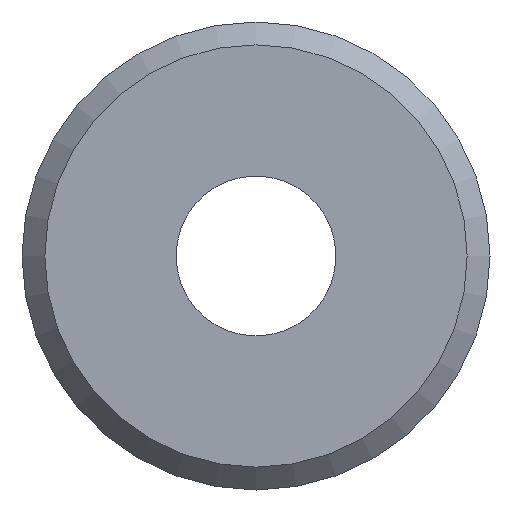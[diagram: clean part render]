
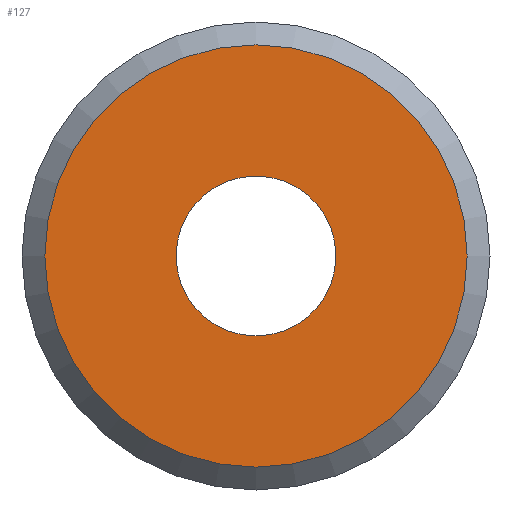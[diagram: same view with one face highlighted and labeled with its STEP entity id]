
A CAD part, front view. The second image highlights one B-rep face of the part: STEP entity #127.
In plain terms, the highlighted planar face has unit normal (0, -1, 0).
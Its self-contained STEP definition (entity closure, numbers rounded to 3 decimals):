
#4 = EDGE_LOOP ( 'NONE', ( #13 ) ) ;
#13 = ORIENTED_EDGE ( 'NONE', *, *, #20, .F. ) ;
#20 = EDGE_CURVE ( 'NONE', #152, #152, #52, .T. ) ;
#34 = DIRECTION ( 'NONE',  ( 0., -1., 0. ) ) ;
#39 = AXIS2_PLACEMENT_3D ( 'NONE', #133, #34, #221 ) ;
#49 = CARTESIAN_POINT ( 'NONE',  ( 0., -2., -7. ) ) ;
#52 = CIRCLE ( 'NONE', #255, 7. ) ;
#53 = PLANE ( 'NONE',  #39 ) ;
#66 = DIRECTION ( 'NONE',  ( 0., -1., 0. ) ) ;
#106 = CIRCLE ( 'NONE', #220, 18.5 ) ;
#111 = CARTESIAN_POINT ( 'NONE',  ( 0., -2., -18.5 ) ) ;
#120 = ORIENTED_EDGE ( 'NONE', *, *, #230, .T. ) ;
#127 = ADVANCED_FACE ( 'NONE', ( #177, #259 ), #53, .T. ) ;
#133 = CARTESIAN_POINT ( 'NONE',  ( 0., -2., 0. ) ) ;
#150 = CARTESIAN_POINT ( 'NONE',  ( 0., -2., 0. ) ) ;
#152 = VERTEX_POINT ( 'NONE', #49 ) ;
#167 = CARTESIAN_POINT ( 'NONE',  ( 0., -2., 0. ) ) ;
#177 = FACE_BOUND ( 'NONE', #4, .T. ) ;
#206 = EDGE_LOOP ( 'NONE', ( #120 ) ) ;
#220 = AXIS2_PLACEMENT_3D ( 'NONE', #167, #66, #233 ) ;
#221 = DIRECTION ( 'NONE',  ( 0., 0., -1. ) ) ;
#230 = EDGE_CURVE ( 'NONE', #258, #258, #106, .T. ) ;
#233 = DIRECTION ( 'NONE',  ( 0., 0., -1. ) ) ;
#236 = DIRECTION ( 'NONE',  ( 0., -1., 0. ) ) ;
#238 = DIRECTION ( 'NONE',  ( 0., 0., -1. ) ) ;
#255 = AXIS2_PLACEMENT_3D ( 'NONE', #150, #236, #238 ) ;
#258 = VERTEX_POINT ( 'NONE', #111 ) ;
#259 = FACE_OUTER_BOUND ( 'NONE', #206, .T. ) ;
